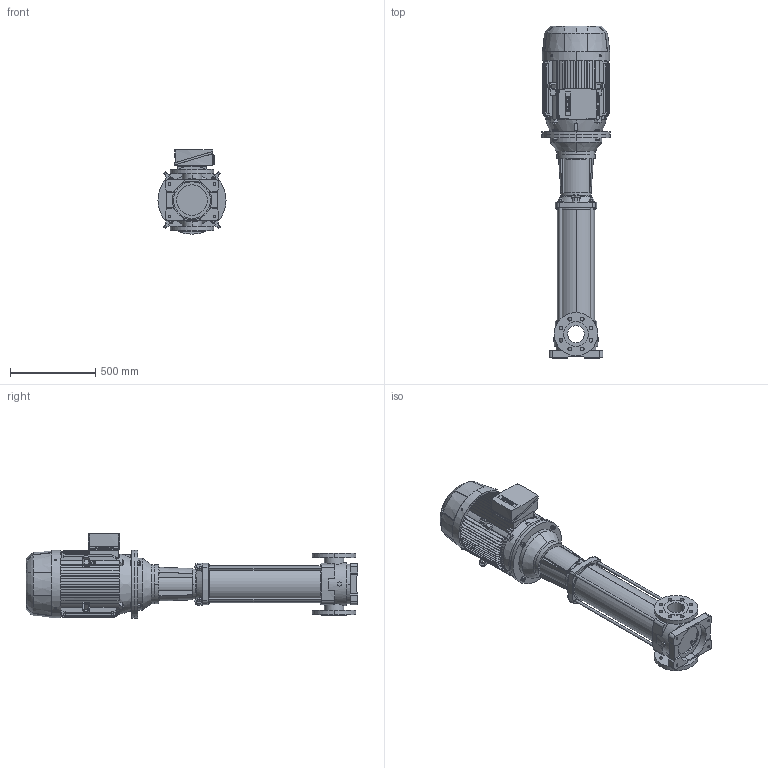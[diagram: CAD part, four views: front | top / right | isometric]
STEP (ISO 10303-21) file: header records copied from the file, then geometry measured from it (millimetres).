
FILE_DESCRIPTION (( 'STEP AP203' ), '1' );
FILE_NAME ('4.93.632.11swa01.step', '2023-04-21T12:54:24', ( '' ), ( '' ), 'SwSTEP 2.0', 'SolidWorks 2020', '' );
FILE_SCHEMA (( 'CONFIG_CONTROL_DESIGN' ));
Length unit declared in the file: millimetre
Products named in the file (5): 4.93.631.09swp01; 10000007swn00_M16 6S ZINCATO; 10000023swn00_M16x50 6.8 ZINCATA; 4.93.632.11swa01; 10016136swn00
Assembly tree (10 placements, depth 2):
  4.93.632.11swa01
    4.93.631.09swp01
    10016136swn00
    10000023swn00_M16x50 6.8 ZINCATA  x4
    10000007swn00_M16 6S ZINCATO  x4
Bounding box: 400 x 1950.7 x 496 mm (x, y, z)
Volume: 82352343.3 mm3; surface area: 5105298.2 mm2
Topology: 33 solids, 33 shells, 1876 faces, 4983 edges, 3237 vertices
Faces by surface type: plane 1065, cylinder 532, cone 141, bspline 138
Entity records: 63410 total; most frequent: CARTESIAN_POINT 21136, ORIENTED_EDGE 9334, DIRECTION 7809, EDGE_CURVE 4667, VERTEX_POINT 3060, AXIS2_PLACEMENT_3D 2707, LINE 2395, VECTOR 2395
